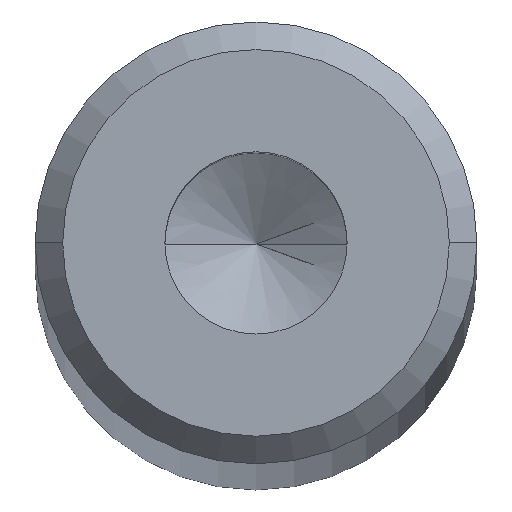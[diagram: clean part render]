
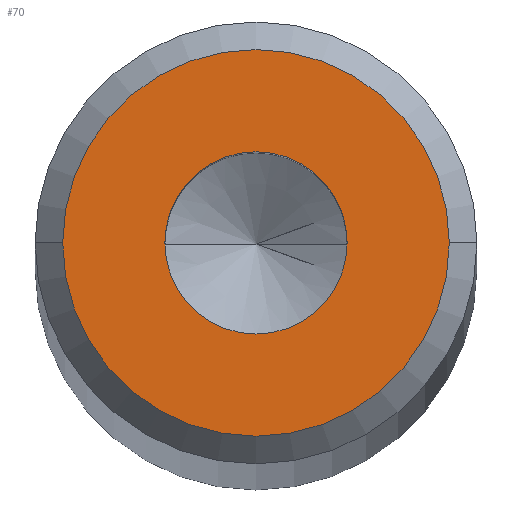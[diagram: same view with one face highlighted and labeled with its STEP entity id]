
A CAD part, top view. The second image highlights one B-rep face of the part: STEP entity #70.
In plain terms, the highlighted planar face has unit normal (0, 0, 1).
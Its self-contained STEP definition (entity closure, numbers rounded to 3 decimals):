
#5 = DIRECTION ( 'NONE',  ( 0., 0., 1. ) ) ;
#8 = CARTESIAN_POINT ( 'NONE',  ( 0., 0., 272. ) ) ;
#10 = CARTESIAN_POINT ( 'NONE',  ( 0., 0., 272. ) ) ;
#45 = DIRECTION ( 'NONE',  ( 1., 0., 0. ) ) ;
#48 = DIRECTION ( 'NONE',  ( 1., 0., 0. ) ) ;
#58 = VERTEX_POINT ( 'NONE', #318 ) ;
#60 = CIRCLE ( 'NONE', #72, 3.5 ) ;
#70 = ADVANCED_FACE ( 'NONE', ( #244, #281 ), #184, .T. ) ;
#72 = AXIS2_PLACEMENT_3D ( 'NONE', #434, #223, #482 ) ;
#89 = ORIENTED_EDGE ( 'NONE', *, *, #447, .F. ) ;
#90 = ORIENTED_EDGE ( 'NONE', *, *, #308, .T. ) ;
#111 = AXIS2_PLACEMENT_3D ( 'NONE', #392, #240, #165 ) ;
#163 = VERTEX_POINT ( 'NONE', #215 ) ;
#165 = DIRECTION ( 'NONE',  ( 1., 0., 0. ) ) ;
#184 = PLANE ( 'NONE',  #186 ) ;
#186 = AXIS2_PLACEMENT_3D ( 'NONE', #246, #5, #429 ) ;
#187 = CIRCLE ( 'NONE', #111, 1.65 ) ;
#215 = CARTESIAN_POINT ( 'NONE',  ( -3.5, 0., 272. ) ) ;
#222 = EDGE_CURVE ( 'NONE', #474, #302, #187, .T. ) ;
#223 = DIRECTION ( 'NONE',  ( 0., 0., 1. ) ) ;
#240 = DIRECTION ( 'NONE',  ( 0., 0., 1. ) ) ;
#244 = FACE_BOUND ( 'NONE', #375, .T. ) ;
#246 = CARTESIAN_POINT ( 'NONE',  ( 0., 0., 272. ) ) ;
#255 = CARTESIAN_POINT ( 'NONE',  ( -1.65, 0., 272. ) ) ;
#277 = EDGE_LOOP ( 'NONE', ( #380, #90 ) ) ;
#281 = FACE_OUTER_BOUND ( 'NONE', #277, .T. ) ;
#292 = ORIENTED_EDGE ( 'NONE', *, *, #222, .F. ) ;
#297 = DIRECTION ( 'NONE',  ( 0., 0., 1. ) ) ;
#299 = DIRECTION ( 'NONE',  ( 0., 0., 1. ) ) ;
#302 = VERTEX_POINT ( 'NONE', #433 ) ;
#308 = EDGE_CURVE ( 'NONE', #58, #163, #358, .T. ) ;
#318 = CARTESIAN_POINT ( 'NONE',  ( 3.5, 0., 272. ) ) ;
#348 = CIRCLE ( 'NONE', #442, 1.65 ) ;
#358 = CIRCLE ( 'NONE', #412, 3.5 ) ;
#375 = EDGE_LOOP ( 'NONE', ( #89, #292 ) ) ;
#380 = ORIENTED_EDGE ( 'NONE', *, *, #453, .T. ) ;
#392 = CARTESIAN_POINT ( 'NONE',  ( 0., 0., 272. ) ) ;
#412 = AXIS2_PLACEMENT_3D ( 'NONE', #10, #299, #48 ) ;
#429 = DIRECTION ( 'NONE',  ( 1., 0., 0. ) ) ;
#433 = CARTESIAN_POINT ( 'NONE',  ( 1.65, 0., 272. ) ) ;
#434 = CARTESIAN_POINT ( 'NONE',  ( 0., 0., 272. ) ) ;
#442 = AXIS2_PLACEMENT_3D ( 'NONE', #8, #297, #45 ) ;
#447 = EDGE_CURVE ( 'NONE', #302, #474, #348, .T. ) ;
#453 = EDGE_CURVE ( 'NONE', #163, #58, #60, .T. ) ;
#474 = VERTEX_POINT ( 'NONE', #255 ) ;
#482 = DIRECTION ( 'NONE',  ( 1., 0., 0. ) ) ;
